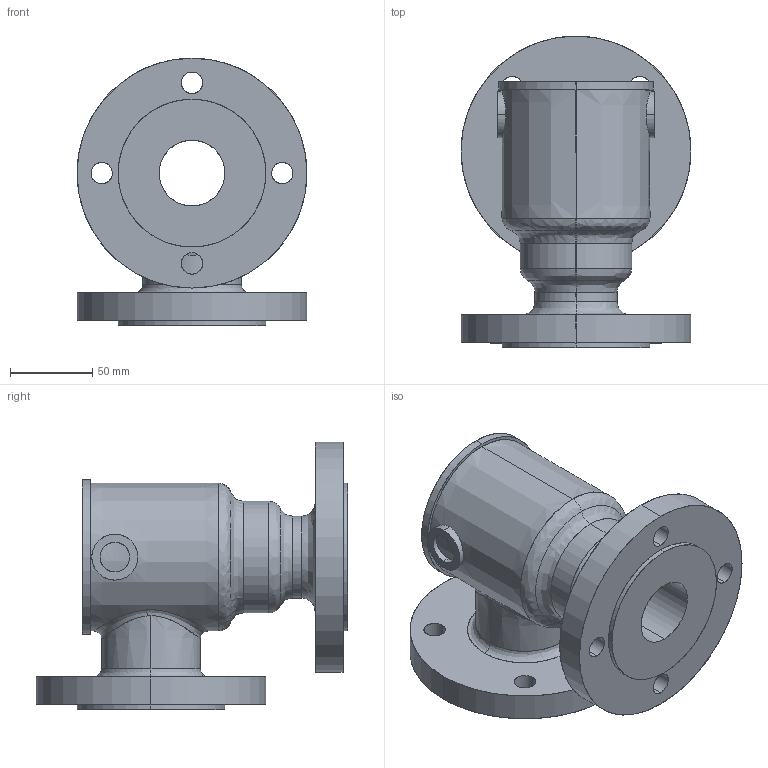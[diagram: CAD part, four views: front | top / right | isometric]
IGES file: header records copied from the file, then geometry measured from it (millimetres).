
Start section: SolidWorks IGES file using analytic representation for surfaces
Global section: file name: Practica 25.IGS; native system: SolidWorks 2017; preprocessor: SolidWorks 2017; author: PANTER; date: 180211.023059; units: millimetre
Bounding box: 140 x 190 x 163 mm (x, y, z)
Surface area: 164573.8 mm2 (no closed solid volume)
Topology: 0 solids, 0 shells, 87 faces, 3249 edges, 3249 vertices
Faces by surface type: revolution 58, bspline 29
